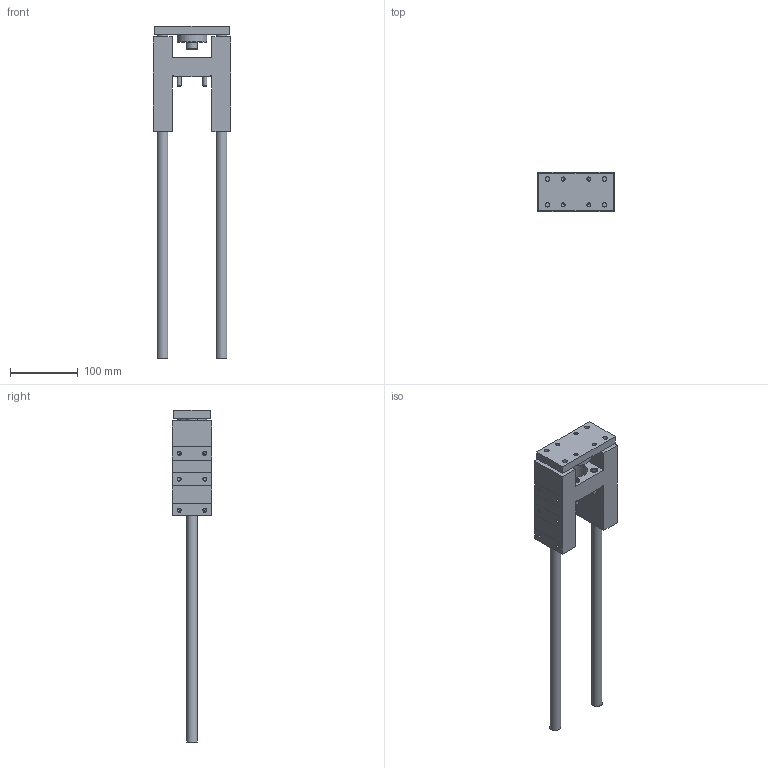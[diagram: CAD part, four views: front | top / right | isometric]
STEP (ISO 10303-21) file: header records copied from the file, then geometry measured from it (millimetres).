
FILE_DESCRIPTION(/* description */ ('STEP AP214'),/* implementation_level */ '2;1');
FILE_NAME(/* name */ '34504_FENG-40-320-KF',/* time_stamp */ '2024-08-28T13:42:23+02:00',/* author */ ('License CC BY-ND 4.0'),/* organization */ ('CADENAS'),/* preprocessor_version */ 'ST-DEVELOPER v19.3',/* originating_system */ 'PARTsolutions',/* authorisation */ ' ');
FILE_SCHEMA (('AUTOMOTIVE_DESIGN {1 0 10303 214 3 1 1}'));
Length unit declared in the file: millimetre
Products named in the file (4): 34504 FENG-40-320-KF---(asm_0); 34504 FENG-40-KF---(GK); 34504 FENG-40-320-KF---(JS); DIN-912 - M6x35(F)
Assembly tree (6 placements, depth 2):
  34504 FENG-40-320-KF---(asm_0)
    34504 FENG-40-KF---(GK)
    34504 FENG-40-320-KF---(JS)
    DIN-912 - M6x35(F)  x4
Bounding box: 115 x 58 x 490 mm (x, y, z)
Volume: 740289.6 mm3; surface area: 154642.8 mm2
Topology: 6 solids, 6 shells, 250 faces, 547 edges, 326 vertices
Faces by surface type: plane 113, cone 84, cylinder 53
Full cylindrical faces by diameter (mm): 4.917 x18, 6 x4, 6.6 x8, 10 x4, 10.647 x1, 11 x8, 16 x4, 35 x1, 44 x1
Entity records: 4291 total; most frequent: DIRECTION 746, CARTESIAN_POINT 714, ORIENTED_EDGE 548, FACE_BOUND 311, AXIS2_PLACEMENT_3D 309, EDGE_LOOP 296, EDGE_CURVE 274, VERTEX_POINT 229
